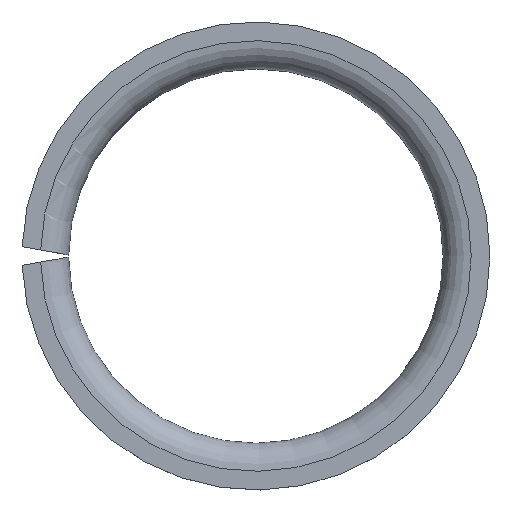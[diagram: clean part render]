
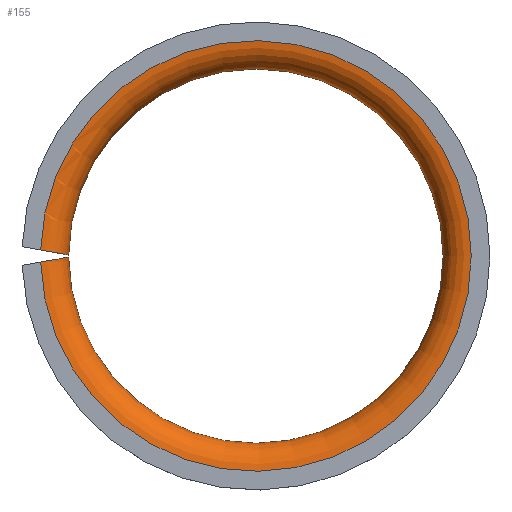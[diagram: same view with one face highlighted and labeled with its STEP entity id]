
A CAD part, top view. The second image highlights one B-rep face of the part: STEP entity #155.
In plain terms, the highlighted toroidal (fillet/blend) face has major radius 34.5 mm and minor radius 4.5 mm.
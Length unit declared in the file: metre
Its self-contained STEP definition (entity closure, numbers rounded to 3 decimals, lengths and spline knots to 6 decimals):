
#155=ADVANCED_FACE('',(#171),#172,.T.);
#171=FACE_OUTER_BOUND('',#196,.T.);
#172=TOROIDAL_SURFACE('',#197,0.0345,0.0045);
#196=EDGE_LOOP('',(#236,#237,#238,#239));
#197=AXIS2_PLACEMENT_3D('',#240,#241,#242);
#236=ORIENTED_EDGE('',*,*,#325,.T.);
#237=ORIENTED_EDGE('',*,*,#326,.T.);
#238=ORIENTED_EDGE('',*,*,#327,.F.);
#239=ORIENTED_EDGE('',*,*,#312,.F.);
#240=CARTESIAN_POINT('',(0.0,0.0,0.0155));
#241=DIRECTION('',(0.0,0.,-1.0));
#242=DIRECTION('',(0.0,1.0,0.));
#312=EDGE_CURVE('',#342,#343,#344,.T.);
#325=EDGE_CURVE('',#342,#367,#368,.T.);
#326=EDGE_CURVE('',#367,#369,#370,.T.);
#327=EDGE_CURVE('',#343,#369,#371,.T.);
#342=VERTEX_POINT('',#392);
#343=VERTEX_POINT('',#393);
#344=B_SPLINE_CURVE_WITH_KNOTS('',3,(#394,#395,#396,#397,#398,#399,#400,#401,#402,#403,#404,#405,#406,#407,#408,#409,#410,#411),.UNSPECIFIED.,.F.,.F.,(4,2,2,2,2,2,2,2,4),(0.,0.000884,0.001768,0.002653,0.003537,0.004421,0.005305,0.006189,0.007073),.UNSPECIFIED.);
#367=VERTEX_POINT('',#464);
#368=CIRCLE('',#465,0.03);
#369=VERTEX_POINT('',#466);
#370=B_SPLINE_CURVE_WITH_KNOTS('',3,(#467,#468,#469,#470,#471,#472,#473,#474,#475,#476,#477,#478,#479,#480,#481,#482,#483,#484),.UNSPECIFIED.,.F.,.F.,(4,2,2,2,2,2,2,2,4),(0.,0.000884,0.001768,0.002653,0.003537,0.004421,0.005305,0.006189,0.007073),.UNSPECIFIED.);
#371=CIRCLE('',#485,0.0345);
#392=CARTESIAN_POINT('',(0.029999,-0.000176,0.0155));
#393=CARTESIAN_POINT('',(0.034486,-0.000967,0.02));
#394=CARTESIAN_POINT('',(0.029999,-0.000176,0.0155));
#395=CARTESIAN_POINT('',(0.029999,-0.000176,0.015799));
#396=CARTESIAN_POINT('',(0.030029,-0.000181,0.016093));
#397=CARTESIAN_POINT('',(0.030144,-0.000202,0.016671));
#398=CARTESIAN_POINT('',(0.030232,-0.000217,0.016958));
#399=CARTESIAN_POINT('',(0.030459,-0.000257,0.017504));
#400=CARTESIAN_POINT('',(0.030598,-0.000282,0.017763));
#401=CARTESIAN_POINT('',(0.030926,-0.00034,0.018252));
#402=CARTESIAN_POINT('',(0.031116,-0.000373,0.018483));
#403=CARTESIAN_POINT('',(0.031531,-0.000446,0.018897));
#404=CARTESIAN_POINT('',(0.031757,-0.000486,0.019082));
#405=CARTESIAN_POINT('',(0.032247,-0.000573,0.01941));
#406=CARTESIAN_POINT('',(0.032507,-0.000618,0.019548));
#407=CARTESIAN_POINT('',(0.033044,-0.000713,0.019771));
#408=CARTESIAN_POINT('',(0.033326,-0.000763,0.019856));
#409=CARTESIAN_POINT('',(0.033901,-0.000864,0.019971));
#410=CARTESIAN_POINT('',(0.034192,-0.000916,0.02));
#411=CARTESIAN_POINT('',(0.034486,-0.000967,0.02));
#464=CARTESIAN_POINT('',(0.029999,0.000176,0.0155));
#465=AXIS2_PLACEMENT_3D('',#542,#543,#544);
#466=CARTESIAN_POINT('',(0.034486,0.000967,0.02));
#467=CARTESIAN_POINT('',(0.029999,0.000176,0.0155));
#468=CARTESIAN_POINT('',(0.029999,0.000176,0.015799));
#469=CARTESIAN_POINT('',(0.030029,0.000181,0.016093));
#470=CARTESIAN_POINT('',(0.030144,0.000202,0.016671));
#471=CARTESIAN_POINT('',(0.030232,0.000217,0.016958));
#472=CARTESIAN_POINT('',(0.030459,0.000257,0.017504));
#473=CARTESIAN_POINT('',(0.030598,0.000282,0.017763));
#474=CARTESIAN_POINT('',(0.030926,0.00034,0.018252));
#475=CARTESIAN_POINT('',(0.031116,0.000373,0.018483));
#476=CARTESIAN_POINT('',(0.031531,0.000446,0.018897));
#477=CARTESIAN_POINT('',(0.031757,0.000486,0.019082));
#478=CARTESIAN_POINT('',(0.032247,0.000573,0.01941));
#479=CARTESIAN_POINT('',(0.032507,0.000618,0.019548));
#480=CARTESIAN_POINT('',(0.033044,0.000713,0.019771));
#481=CARTESIAN_POINT('',(0.033326,0.000763,0.019856));
#482=CARTESIAN_POINT('',(0.033901,0.000864,0.019971));
#483=CARTESIAN_POINT('',(0.034192,0.000916,0.02));
#484=CARTESIAN_POINT('',(0.034486,0.000967,0.02));
#485=AXIS2_PLACEMENT_3D('',#545,#546,#547);
#542=CARTESIAN_POINT('',(0.0,0.0,0.0155));
#543=DIRECTION('',(0.0,0.,-1.0));
#544=DIRECTION('',(0.0,1.0,0.));
#545=CARTESIAN_POINT('',(0.0,0.0,0.02));
#546=DIRECTION('',(0.0,0.,-1.0));
#547=DIRECTION('',(0.0,1.0,0.));
